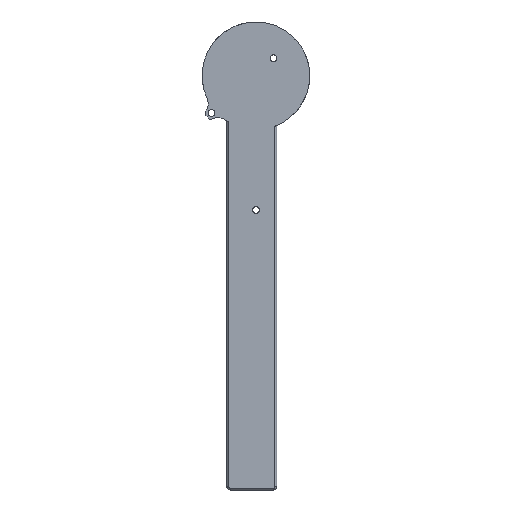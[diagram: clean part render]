
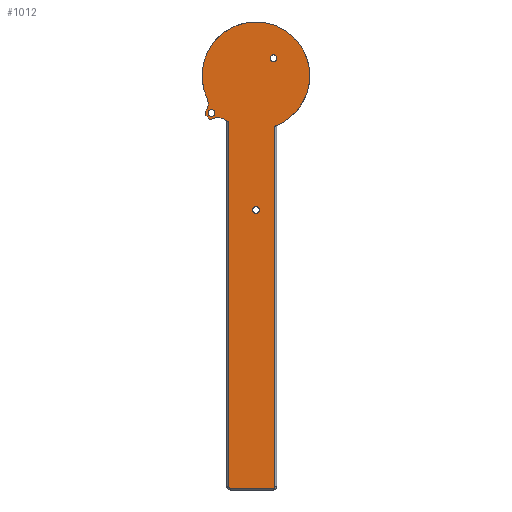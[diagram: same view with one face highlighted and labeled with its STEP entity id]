
A CAD part, left-side view. The second image highlights one B-rep face of the part: STEP entity #1012.
In plain terms, the highlighted planar face has unit normal (-1, 0, 0).
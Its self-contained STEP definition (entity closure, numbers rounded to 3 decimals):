
#30=FACE_BOUND('',#167,.T.);
#31=FACE_BOUND('',#168,.T.);
#32=FACE_BOUND('',#169,.T.);
#51=PLANE('',#1148);
#106=FACE_OUTER_BOUND('',#166,.T.);
#166=EDGE_LOOP('',(#902,#903,#904,#905,#906,#907,#908,#909,#910,#911,#912,
#913));
#167=EDGE_LOOP('',(#914));
#168=EDGE_LOOP('',(#915));
#169=EDGE_LOOP('',(#916));
#221=LINE('',#1622,#302);
#223=LINE('',#1653,#304);
#225=LINE('',#1682,#306);
#250=LINE('',#1824,#331);
#302=VECTOR('',#1292,10.);
#304=VECTOR('',#1304,10.);
#306=VECTOR('',#1314,10.);
#331=VECTOR('',#1433,10.);
#336=CIRCLE('',#1041,2.);
#361=CIRCLE('',#1085,1.);
#365=CIRCLE('',#1090,1.);
#387=CIRCLE('',#1128,8.);
#388=CIRCLE('',#1130,32.5);
#389=CIRCLE('',#1132,8.);
#390=CIRCLE('',#1134,32.5);
#391=CIRCLE('',#1136,2.);
#392=CIRCLE('',#1138,2.);
#393=CIRCLE('',#1141,2.);
#395=CIRCLE('',#1144,2.);
#398=VERTEX_POINT('',#1465);
#452=VERTEX_POINT('',#1619);
#453=VERTEX_POINT('',#1621);
#456=VERTEX_POINT('',#1645);
#458=VERTEX_POINT('',#1651);
#460=VERTEX_POINT('',#1665);
#462=VERTEX_POINT('',#1671);
#480=VERTEX_POINT('',#1799);
#481=VERTEX_POINT('',#1801);
#482=VERTEX_POINT('',#1807);
#483=VERTEX_POINT('',#1808);
#484=VERTEX_POINT('',#1815);
#485=VERTEX_POINT('',#1819);
#486=VERTEX_POINT('',#1823);
#488=VERTEX_POINT('',#1831);
#491=EDGE_CURVE('',#398,#398,#336,.T.);
#563=EDGE_CURVE('',#452,#453,#221,.T.);
#567=EDGE_CURVE('',#456,#452,#361,.T.);
#570=EDGE_CURVE('',#458,#456,#223,.T.);
#573=EDGE_CURVE('',#460,#458,#365,.T.);
#576=EDGE_CURVE('',#462,#460,#225,.T.);
#617=EDGE_CURVE('',#480,#481,#387,.T.);
#619=EDGE_CURVE('',#462,#481,#388,.T.);
#620=EDGE_CURVE('',#482,#483,#389,.F.);
#623=EDGE_CURVE('',#483,#453,#390,.T.);
#624=EDGE_CURVE('',#484,#484,#391,.T.);
#626=EDGE_CURVE('',#485,#482,#392,.T.);
#628=EDGE_CURVE('',#486,#485,#250,.T.);
#630=EDGE_CURVE('',#480,#486,#393,.T.);
#633=EDGE_CURVE('',#488,#488,#395,.T.);
#902=ORIENTED_EDGE('',*,*,#619,.T.);
#903=ORIENTED_EDGE('',*,*,#617,.F.);
#904=ORIENTED_EDGE('',*,*,#630,.T.);
#905=ORIENTED_EDGE('',*,*,#628,.T.);
#906=ORIENTED_EDGE('',*,*,#626,.T.);
#907=ORIENTED_EDGE('',*,*,#620,.T.);
#908=ORIENTED_EDGE('',*,*,#623,.T.);
#909=ORIENTED_EDGE('',*,*,#563,.F.);
#910=ORIENTED_EDGE('',*,*,#567,.F.);
#911=ORIENTED_EDGE('',*,*,#570,.F.);
#912=ORIENTED_EDGE('',*,*,#573,.F.);
#913=ORIENTED_EDGE('',*,*,#576,.F.);
#914=ORIENTED_EDGE('',*,*,#491,.T.);
#915=ORIENTED_EDGE('',*,*,#624,.T.);
#916=ORIENTED_EDGE('',*,*,#633,.T.);
#1012=ADVANCED_FACE('',(#106,#30,#31,#32),#51,.F.);
#1041=AXIS2_PLACEMENT_3D('',#1467,#1159,#1160);
#1085=AXIS2_PLACEMENT_3D('',#1647,#1296,#1297);
#1090=AXIS2_PLACEMENT_3D('',#1667,#1308,#1309);
#1128=AXIS2_PLACEMENT_3D('',#1802,#1404,#1405);
#1130=AXIS2_PLACEMENT_3D('',#1805,#1409,#1410);
#1132=AXIS2_PLACEMENT_3D('',#1809,#1413,#1414);
#1134=AXIS2_PLACEMENT_3D('',#1813,#1419,#1420);
#1136=AXIS2_PLACEMENT_3D('',#1816,#1423,#1424);
#1138=AXIS2_PLACEMENT_3D('',#1820,#1428,#1429);
#1141=AXIS2_PLACEMENT_3D('',#1827,#1437,#1438);
#1144=AXIS2_PLACEMENT_3D('',#1833,#1444,#1445);
#1148=AXIS2_PLACEMENT_3D('',#1838,#1453,#1454);
#1159=DIRECTION('center_axis',(1.,0.,0.));
#1160=DIRECTION('ref_axis',(0.,0.,-1.));
#1292=DIRECTION('',(0.,0.,1.));
#1296=DIRECTION('center_axis',(1.,0.,0.));
#1297=DIRECTION('ref_axis',(0.,0.707,-0.707));
#1304=DIRECTION('',(0.,1.,0.));
#1308=DIRECTION('center_axis',(1.,0.,0.));
#1309=DIRECTION('ref_axis',(0.,-0.707,-0.707));
#1314=DIRECTION('',(0.,0.,-1.));
#1404=DIRECTION('center_axis',(-1.,0.,0.));
#1405=DIRECTION('ref_axis',(0.,0.908,-0.418));
#1409=DIRECTION('center_axis',(-1.,0.,0.));
#1410=DIRECTION('ref_axis',(0.,1.,0.));
#1413=DIRECTION('center_axis',(-1.,0.,0.));
#1414=DIRECTION('ref_axis',(0.,0.57,-0.822));
#1419=DIRECTION('center_axis',(-1.,0.,0.));
#1420=DIRECTION('ref_axis',(0.,1.,0.));
#1423=DIRECTION('center_axis',(1.,0.,0.));
#1424=DIRECTION('ref_axis',(0.,0.,1.));
#1428=DIRECTION('center_axis',(-1.,0.,0.));
#1429=DIRECTION('ref_axis',(0.,-0.643,-0.766));
#1433=DIRECTION('',(0.,-0.643,-0.766));
#1437=DIRECTION('center_axis',(-1.,0.,0.));
#1438=DIRECTION('ref_axis',(0.,0.766,-0.643));
#1444=DIRECTION('center_axis',(1.,0.,0.));
#1445=DIRECTION('ref_axis',(0.,0.,-1.));
#1453=DIRECTION('center_axis',(1.,0.,0.));
#1454=DIRECTION('ref_axis',(0.,0.,-1.));
#1465=CARTESIAN_POINT('',(-7.,0.,-79.));
#1467=CARTESIAN_POINT('Origin',(-7.,0.,-81.));
#1619=CARTESIAN_POINT('',(-7.,16.5,-248.));
#1621=CARTESIAN_POINT('',(-7.,16.5,-28.));
#1622=CARTESIAN_POINT('',(-7.,16.5,-68.068));
#1645=CARTESIAN_POINT('',(-7.,15.5,-249.));
#1647=CARTESIAN_POINT('Origin',(-7.,15.5,-248.));
#1651=CARTESIAN_POINT('',(-7.,-10.5,-249.));
#1653=CARTESIAN_POINT('',(-7.,8.75,-249.));
#1665=CARTESIAN_POINT('',(-7.,-11.5,-248.));
#1667=CARTESIAN_POINT('Origin',(-7.,-10.5,-248.));
#1671=CARTESIAN_POINT('',(-7.,-11.5,-30.397));
#1682=CARTESIAN_POINT('',(-7.,-11.5,-179.375));
#1799=CARTESIAN_POINT('',(-7.,30.24,-21.546));
#1801=CARTESIAN_POINT('',(-7.,29.519,-13.598));
#1802=CARTESIAN_POINT('Origin',(-7.,36.785,-16.945));
#1805=CARTESIAN_POINT('Origin',(-7.,0.,0.));
#1807=CARTESIAN_POINT('',(-7.,26.469,-26.039));
#1808=CARTESIAN_POINT('',(-7.,18.517,-26.709));
#1809=CARTESIAN_POINT('Origin',(-7.,23.075,-33.283));
#1813=CARTESIAN_POINT('Origin',(-7.,0.,0.));
#1815=CARTESIAN_POINT('',(-7.,26.812,-24.498));
#1816=CARTESIAN_POINT('Origin',(-7.,26.812,-22.498));
#1819=CARTESIAN_POINT('',(-7.,28.85,-25.513));
#1820=CARTESIAN_POINT('Origin',(-7.,27.318,-24.228));
#1823=CARTESIAN_POINT('',(-7.,30.135,-23.981));
#1824=CARTESIAN_POINT('',(-7.,29.171,-25.13));
#1827=CARTESIAN_POINT('Origin',(-7.,28.603,-22.696));
#1831=CARTESIAN_POINT('',(-7.,-10.607,12.607));
#1833=CARTESIAN_POINT('Origin',(-7.,-10.607,10.607));
#1838=CARTESIAN_POINT('Origin',(-7.,0.,-108.75));
